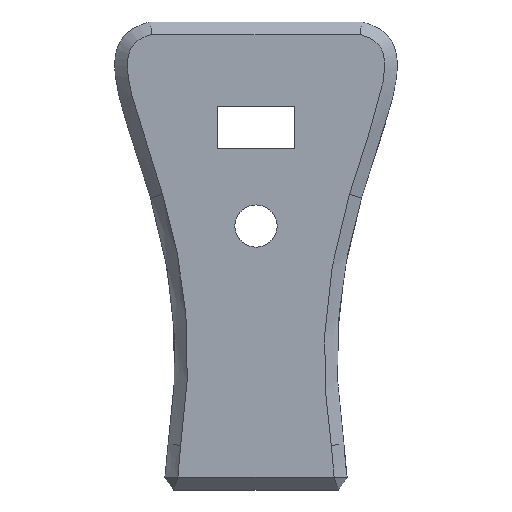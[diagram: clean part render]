
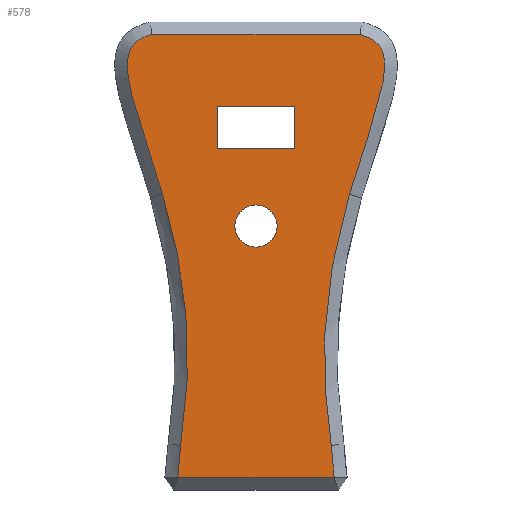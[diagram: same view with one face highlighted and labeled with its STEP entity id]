
A CAD part, top view. The second image highlights one B-rep face of the part: STEP entity #578.
In plain terms, the highlighted planar face has unit normal (0, 0, 1).
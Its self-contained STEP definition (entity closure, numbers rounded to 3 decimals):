
#37=CIRCLE('',#613,6.);
#40=FACE_BOUND('',#90,.T.);
#41=FACE_BOUND('',#91,.T.);
#51=FACE_OUTER_BOUND('',#89,.T.);
#89=EDGE_LOOP('',(#422,#423,#424,#425,#426,#427,#428,#429));
#90=EDGE_LOOP('',(#430,#431,#432,#433));
#91=EDGE_LOOP('',(#434));
#130=B_SPLINE_CURVE_WITH_KNOTS('',3,(#955,#956,#957,#958,#959,#960),
 .UNSPECIFIED.,.F.,.F.,(4,1,1,4),(0.551,0.679,0.808,
0.999),.UNSPECIFIED.);
#131=B_SPLINE_CURVE_WITH_KNOTS('',3,(#962,#963,#964,#965,#966,#967,#968,
#969,#970,#971,#972),.UNSPECIFIED.,.F.,.F.,(4,1,1,1,1,1,1,1,4),(0.005,
0.079,0.157,0.177,0.197,
0.236,0.315,0.394,0.551),
 .UNSPECIFIED.);
#132=B_SPLINE_CURVE_WITH_KNOTS('',3,(#976,#977,#978,#979,#980,#981,#982,
#983,#984,#985,#986),.UNSPECIFIED.,.F.,.F.,(4,1,1,1,1,1,1,1,4),(-0.551,
-0.472,-0.315,-0.236,-0.197,
-0.177,-0.157,-0.079,-0.005),
 .UNSPECIFIED.);
#133=B_SPLINE_CURVE_WITH_KNOTS('',3,(#988,#989,#990,#991,#992,#993,#994),
 .UNSPECIFIED.,.F.,.F.,(4,1,1,1,4),(-0.999,-0.872,
-0.743,-0.615,-0.551),.UNSPECIFIED.);
#134=B_SPLINE_CURVE_WITH_KNOTS('',3,(#996,#997,#998,#999),.UNSPECIFIED.,
 .F.,.F.,(4,4),(-0.862,-0.695),.UNSPECIFIED.);
#135=B_SPLINE_CURVE_WITH_KNOTS('',3,(#1002,#1003,#1004,#1005),
 .UNSPECIFIED.,.F.,.F.,(4,4),(0.695,0.862),
 .UNSPECIFIED.);
#179=LINE('',#924,#214);
#181=LINE('',#928,#216);
#185=LINE('',#948,#220);
#187=LINE('',#951,#222);
#188=LINE('',#974,#223);
#189=LINE('',#1001,#224);
#214=VECTOR('',#643,10.);
#216=VECTOR('',#647,10.);
#220=VECTOR('',#659,10.);
#222=VECTOR('',#663,10.);
#223=VECTOR('',#666,10.);
#224=VECTOR('',#667,10.);
#257=VERTEX_POINT('',#921);
#258=VERTEX_POINT('',#923);
#259=VERTEX_POINT('',#927);
#260=VERTEX_POINT('',#931);
#263=VERTEX_POINT('',#947);
#264=VERTEX_POINT('',#953);
#265=VERTEX_POINT('',#954);
#266=VERTEX_POINT('',#961);
#267=VERTEX_POINT('',#973);
#268=VERTEX_POINT('',#975);
#269=VERTEX_POINT('',#987);
#270=VERTEX_POINT('',#995);
#271=VERTEX_POINT('',#1000);
#312=EDGE_CURVE('',#258,#257,#179,.T.);
#314=EDGE_CURVE('',#259,#258,#181,.T.);
#317=EDGE_CURVE('',#260,#260,#37,.T.);
#321=EDGE_CURVE('',#263,#259,#185,.T.);
#323=EDGE_CURVE('',#257,#263,#187,.T.);
#324=EDGE_CURVE('',#264,#265,#130,.T.);
#325=EDGE_CURVE('',#266,#264,#131,.T.);
#326=EDGE_CURVE('',#267,#266,#188,.T.);
#327=EDGE_CURVE('',#268,#267,#132,.T.);
#328=EDGE_CURVE('',#269,#268,#133,.T.);
#329=EDGE_CURVE('',#270,#269,#134,.T.);
#330=EDGE_CURVE('',#271,#270,#189,.T.);
#331=EDGE_CURVE('',#265,#271,#135,.T.);
#422=ORIENTED_EDGE('',*,*,#324,.F.);
#423=ORIENTED_EDGE('',*,*,#325,.F.);
#424=ORIENTED_EDGE('',*,*,#326,.F.);
#425=ORIENTED_EDGE('',*,*,#327,.F.);
#426=ORIENTED_EDGE('',*,*,#328,.F.);
#427=ORIENTED_EDGE('',*,*,#329,.F.);
#428=ORIENTED_EDGE('',*,*,#330,.F.);
#429=ORIENTED_EDGE('',*,*,#331,.F.);
#430=ORIENTED_EDGE('',*,*,#312,.T.);
#431=ORIENTED_EDGE('',*,*,#323,.T.);
#432=ORIENTED_EDGE('',*,*,#321,.T.);
#433=ORIENTED_EDGE('',*,*,#314,.T.);
#434=ORIENTED_EDGE('',*,*,#317,.T.);
#561=PLANE('',#617);
#578=ADVANCED_FACE('',(#51,#40,#41),#561,.T.);
#613=AXIS2_PLACEMENT_3D('',#933,#652,#653);
#617=AXIS2_PLACEMENT_3D('',#952,#664,#665);
#643=DIRECTION('',(0.,1.,0.));
#647=DIRECTION('',(-1.,0.,0.));
#652=DIRECTION('center_axis',(0.,0.,-1.));
#653=DIRECTION('ref_axis',(1.,0.,0.));
#659=DIRECTION('',(0.,-1.,0.));
#663=DIRECTION('',(1.,0.,0.));
#664=DIRECTION('center_axis',(0.,0.,1.));
#665=DIRECTION('ref_axis',(1.,0.,0.));
#666=DIRECTION('',(1.,0.,0.));
#667=DIRECTION('',(-1.,0.,0.));
#921=CARTESIAN_POINT('',(-11.,6.,3.));
#923=CARTESIAN_POINT('',(-11.,-6.,3.));
#924=CARTESIAN_POINT('',(-11.,-15.25,3.));
#927=CARTESIAN_POINT('',(11.,-6.,3.));
#928=CARTESIAN_POINT('',(-5.5,-6.,3.));
#931=CARTESIAN_POINT('',(-6.,-28.,3.));
#933=CARTESIAN_POINT('Origin',(0.,-28.,3.));
#947=CARTESIAN_POINT('',(11.,6.,3.));
#948=CARTESIAN_POINT('',(11.,-21.25,3.));
#951=CARTESIAN_POINT('',(5.5,6.,3.));
#952=CARTESIAN_POINT('Origin',(0.,-36.5,3.));
#953=CARTESIAN_POINT('',(26.547,-18.983,3.));
#954=CARTESIAN_POINT('',(21.408,-90.331,3.));
#955=CARTESIAN_POINT('Ctrl Pts',(26.547,-18.983,3.));
#956=CARTESIAN_POINT('Ctrl Pts',(24.712,-25.211,3.));
#957=CARTESIAN_POINT('Ctrl Pts',(21.433,-38.276,3.));
#958=CARTESIAN_POINT('Ctrl Pts',(18.689,-62.171,3.));
#959=CARTESIAN_POINT('Ctrl Pts',(19.739,-79.716,3.));
#960=CARTESIAN_POINT('Ctrl Pts',(21.408,-90.331,3.));
#961=CARTESIAN_POINT('',(29.58,26.4,3.));
#962=CARTESIAN_POINT('Ctrl Pts',(29.58,26.4,3.));
#963=CARTESIAN_POINT('Ctrl Pts',(31.333,25.964,3.));
#964=CARTESIAN_POINT('Ctrl Pts',(34.055,24.691,3.));
#965=CARTESIAN_POINT('Ctrl Pts',(35.462,22.876,3.));
#966=CARTESIAN_POINT('Ctrl Pts',(36.122,21.098,3.));
#967=CARTESIAN_POINT('Ctrl Pts',(36.443,19.722,3.));
#968=CARTESIAN_POINT('Ctrl Pts',(36.692,16.785,3.));
#969=CARTESIAN_POINT('Ctrl Pts',(35.937,11.071,3.));
#970=CARTESIAN_POINT('Ctrl Pts',(32.615,-0.558,3.));
#971=CARTESIAN_POINT('Ctrl Pts',(28.799,-11.338,3.));
#972=CARTESIAN_POINT('Ctrl Pts',(26.547,-18.983,3.));
#973=CARTESIAN_POINT('',(-29.58,26.4,3.));
#974=CARTESIAN_POINT('',(15.,26.4,3.));
#975=CARTESIAN_POINT('',(-26.547,-18.983,3.));
#976=CARTESIAN_POINT('Ctrl Pts',(-26.547,-18.983,3.));
#977=CARTESIAN_POINT('Ctrl Pts',(-27.673,-15.161,3.));
#978=CARTESIAN_POINT('Ctrl Pts',(-31.259,-4.057,3.));
#979=CARTESIAN_POINT('Ctrl Pts',(-35.633,8.775,3.));
#980=CARTESIAN_POINT('Ctrl Pts',(-36.692,16.787,3.));
#981=CARTESIAN_POINT('Ctrl Pts',(-36.442,19.721,3.));
#982=CARTESIAN_POINT('Ctrl Pts',(-36.122,21.098,3.));
#983=CARTESIAN_POINT('Ctrl Pts',(-35.462,22.876,3.));
#984=CARTESIAN_POINT('Ctrl Pts',(-34.055,24.691,3.));
#985=CARTESIAN_POINT('Ctrl Pts',(-31.333,25.964,3.));
#986=CARTESIAN_POINT('Ctrl Pts',(-29.58,26.4,3.));
#987=CARTESIAN_POINT('',(-21.408,-90.331,3.));
#988=CARTESIAN_POINT('Ctrl Pts',(-21.408,-90.331,3.));
#989=CARTESIAN_POINT('Ctrl Pts',(-20.299,-83.28,3.));
#990=CARTESIAN_POINT('Ctrl Pts',(-18.99,-69.216,3.));
#991=CARTESIAN_POINT('Ctrl Pts',(-19.891,-48.469,3.));
#992=CARTESIAN_POINT('Ctrl Pts',(-23.004,-31.676,3.));
#993=CARTESIAN_POINT('Ctrl Pts',(-25.629,-22.097,3.));
#994=CARTESIAN_POINT('Ctrl Pts',(-26.547,-18.983,3.));
#995=CARTESIAN_POINT('',(-22.198,-99.4,3.));
#996=CARTESIAN_POINT('Ctrl Pts',(-22.197,-99.4,3.));
#997=CARTESIAN_POINT('Ctrl Pts',(-21.757,-96.919,3.));
#998=CARTESIAN_POINT('Ctrl Pts',(-21.508,-93.932,3.));
#999=CARTESIAN_POINT('Ctrl Pts',(-21.408,-90.331,3.));
#1000=CARTESIAN_POINT('',(22.198,-99.4,3.));
#1001=CARTESIAN_POINT('',(-13.5,-99.4,3.));
#1002=CARTESIAN_POINT('Ctrl Pts',(21.408,-90.331,3.));
#1003=CARTESIAN_POINT('Ctrl Pts',(21.508,-93.932,3.));
#1004=CARTESIAN_POINT('Ctrl Pts',(21.757,-96.919,3.));
#1005=CARTESIAN_POINT('Ctrl Pts',(22.197,-99.4,3.));
